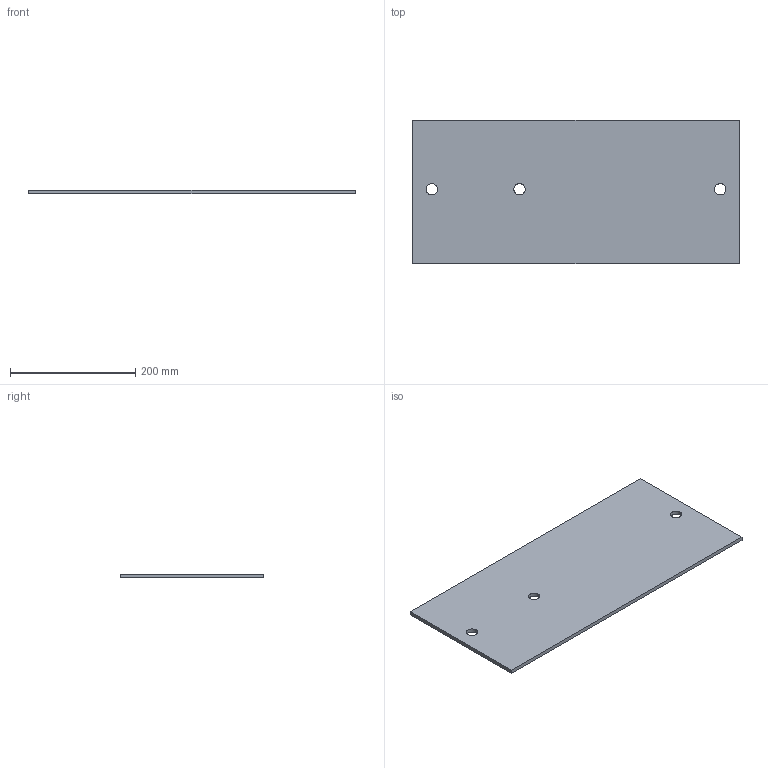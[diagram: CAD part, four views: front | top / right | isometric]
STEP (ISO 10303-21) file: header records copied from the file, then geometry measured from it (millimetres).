
FILE_DESCRIPTION(('STEP AP214'),'1');
FILE_NAME('blank_test_cad.stp','2024-02-09T10:29:58',(' '),(' '),'Spatial InterOp 3D',' ',' ');
FILE_SCHEMA(('AUTOMOTIVE_DESIGN { 1 0 10303 214 1 1 1 1 }'));
Length unit declared in the file: millimetre
Products named in the file (1): 1
Bounding box: 520 x 228.6 x 6.3 mm (x, y, z)
Volume: 744084.1 mm3; surface area: 246718.3 mm2
Topology: 1 solids, 1 shells, 12 faces, 36 edges, 26 vertices
Faces by surface type: cylinder 6, plane 6
Entity records: 453 total; most frequent: DIRECTION 80, CARTESIAN_POINT 75, ORIENTED_EDGE 72, EDGE_CURVE 36, AXIS2_PLACEMENT_3D 31, VERTEX_POINT 26, EDGE_LOOP 18, LINE 18
